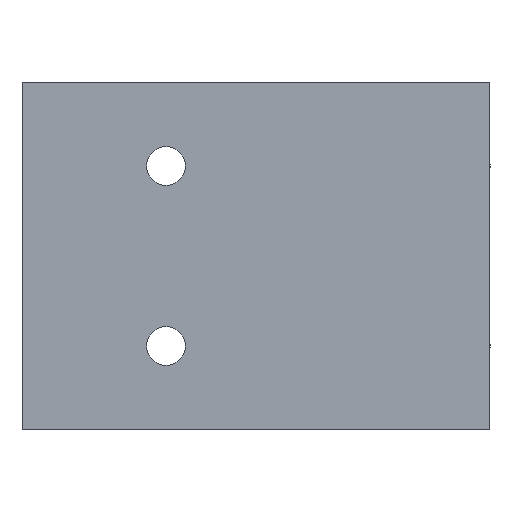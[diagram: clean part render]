
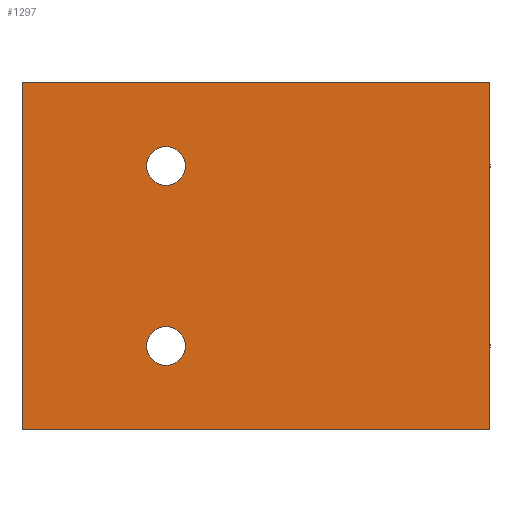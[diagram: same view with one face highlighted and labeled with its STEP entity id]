
A CAD part, front view. The second image highlights one B-rep face of the part: STEP entity #1297.
In plain terms, the highlighted planar face has unit normal (0, -1, 0).
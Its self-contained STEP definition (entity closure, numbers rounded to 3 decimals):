
#3 = CIRCLE ( 'NONE', #1590, 3.25 ) ;
#38 = AXIS2_PLACEMENT_3D ( 'NONE', #438, #781, #941 ) ;
#40 = VECTOR ( 'NONE', #263, 1000. ) ;
#78 = LINE ( 'NONE', #1195, #943 ) ;
#88 = ORIENTED_EDGE ( 'NONE', *, *, #760, .T. ) ;
#120 = EDGE_CURVE ( 'NONE', #2012, #706, #984, .T. ) ;
#155 = FACE_BOUND ( 'NONE', #1064, .T. ) ;
#203 = VECTOR ( 'NONE', #1204, 1000. ) ;
#226 = LINE ( 'NONE', #1029, #203 ) ;
#239 = CARTESIAN_POINT ( 'NONE',  ( -54., 0., -15. ) ) ;
#241 = VECTOR ( 'NONE', #703, 1000. ) ;
#263 = DIRECTION ( 'NONE',  ( 1., 0., 0. ) ) ;
#273 = LINE ( 'NONE', #591, #40 ) ;
#275 = ORIENTED_EDGE ( 'NONE', *, *, #1629, .F. ) ;
#276 = AXIS2_PLACEMENT_3D ( 'NONE', #1874, #882, #893 ) ;
#326 = VERTEX_POINT ( 'NONE', #894 ) ;
#392 = DIRECTION ( 'NONE',  ( -1., 0., 0. ) ) ;
#435 = EDGE_CURVE ( 'NONE', #326, #1868, #1568, .T. ) ;
#438 = CARTESIAN_POINT ( 'NONE',  ( -78., 0., 29. ) ) ;
#511 = CARTESIAN_POINT ( 'NONE',  ( -57.25, 0., 15. ) ) ;
#552 = AXIS2_PLACEMENT_3D ( 'NONE', #1184, #1151, #392 ) ;
#566 = DIRECTION ( 'NONE',  ( -1., 0., 0. ) ) ;
#591 = CARTESIAN_POINT ( 'NONE',  ( -78., 0., 29. ) ) ;
#616 = FACE_BOUND ( 'NONE', #654, .T. ) ;
#629 = CARTESIAN_POINT ( 'NONE',  ( -54., 0., 15. ) ) ;
#654 = EDGE_LOOP ( 'NONE', ( #1822, #88 ) ) ;
#703 = DIRECTION ( 'NONE',  ( 1., 0., 0. ) ) ;
#706 = VERTEX_POINT ( 'NONE', #1882 ) ;
#715 = EDGE_CURVE ( 'NONE', #1632, #1003, #78, .T. ) ;
#750 = DIRECTION ( 'NONE',  ( 0., 1., 0. ) ) ;
#760 = EDGE_CURVE ( 'NONE', #706, #2012, #3, .T. ) ;
#781 = DIRECTION ( 'NONE',  ( 0., 1., 0. ) ) ;
#790 = PLANE ( 'NONE',  #38 ) ;
#816 = ORIENTED_EDGE ( 'NONE', *, *, #715, .T. ) ;
#882 = DIRECTION ( 'NONE',  ( 0., 1., 0. ) ) ;
#893 = DIRECTION ( 'NONE',  ( -1., 0., 0. ) ) ;
#894 = CARTESIAN_POINT ( 'NONE',  ( -50.75, 0., 15. ) ) ;
#905 = CARTESIAN_POINT ( 'NONE',  ( -78., 0., 29. ) ) ;
#941 = DIRECTION ( 'NONE',  ( 0., 0., 1. ) ) ;
#943 = VECTOR ( 'NONE', #1680, 1000. ) ;
#984 = CIRCLE ( 'NONE', #552, 3.25 ) ;
#993 = CARTESIAN_POINT ( 'NONE',  ( -78., 0., -29. ) ) ;
#1003 = VERTEX_POINT ( 'NONE', #993 ) ;
#1029 = CARTESIAN_POINT ( 'NONE',  ( 0., 0., 29. ) ) ;
#1041 = CARTESIAN_POINT ( 'NONE',  ( 0., 0., -29. ) ) ;
#1064 = EDGE_LOOP ( 'NONE', ( #1433, #1887 ) ) ;
#1149 = AXIS2_PLACEMENT_3D ( 'NONE', #629, #1430, #2059 ) ;
#1151 = DIRECTION ( 'NONE',  ( 0., 1., 0. ) ) ;
#1168 = ORIENTED_EDGE ( 'NONE', *, *, #1800, .T. ) ;
#1184 = CARTESIAN_POINT ( 'NONE',  ( -54., 0., -15. ) ) ;
#1190 = EDGE_CURVE ( 'NONE', #1445, #1198, #226, .T. ) ;
#1191 = CIRCLE ( 'NONE', #276, 3.25 ) ;
#1195 = CARTESIAN_POINT ( 'NONE',  ( -78., 0., 29. ) ) ;
#1198 = VERTEX_POINT ( 'NONE', #1041 ) ;
#1204 = DIRECTION ( 'NONE',  ( 0., 0., -1. ) ) ;
#1297 = ADVANCED_FACE ( 'NONE', ( #155, #616, #1581 ), #790, .F. ) ;
#1430 = DIRECTION ( 'NONE',  ( 0., 1., 0. ) ) ;
#1433 = ORIENTED_EDGE ( 'NONE', *, *, #1954, .T. ) ;
#1445 = VERTEX_POINT ( 'NONE', #1469 ) ;
#1451 = ORIENTED_EDGE ( 'NONE', *, *, #1190, .F. ) ;
#1469 = CARTESIAN_POINT ( 'NONE',  ( 0., 0., 29. ) ) ;
#1568 = CIRCLE ( 'NONE', #1149, 3.25 ) ;
#1581 = FACE_OUTER_BOUND ( 'NONE', #1908, .T. ) ;
#1590 = AXIS2_PLACEMENT_3D ( 'NONE', #239, #750, #566 ) ;
#1629 = EDGE_CURVE ( 'NONE', #1632, #1445, #273, .T. ) ;
#1632 = VERTEX_POINT ( 'NONE', #905 ) ;
#1674 = LINE ( 'NONE', #1796, #241 ) ;
#1680 = DIRECTION ( 'NONE',  ( 0., 0., -1. ) ) ;
#1796 = CARTESIAN_POINT ( 'NONE',  ( -78., 0., -29. ) ) ;
#1800 = EDGE_CURVE ( 'NONE', #1003, #1198, #1674, .T. ) ;
#1822 = ORIENTED_EDGE ( 'NONE', *, *, #120, .T. ) ;
#1868 = VERTEX_POINT ( 'NONE', #511 ) ;
#1874 = CARTESIAN_POINT ( 'NONE',  ( -54., 0., 15. ) ) ;
#1882 = CARTESIAN_POINT ( 'NONE',  ( -50.75, 0., -15. ) ) ;
#1887 = ORIENTED_EDGE ( 'NONE', *, *, #435, .T. ) ;
#1908 = EDGE_LOOP ( 'NONE', ( #1168, #1451, #275, #816 ) ) ;
#1954 = EDGE_CURVE ( 'NONE', #1868, #326, #1191, .T. ) ;
#2012 = VERTEX_POINT ( 'NONE', #2038 ) ;
#2038 = CARTESIAN_POINT ( 'NONE',  ( -57.25, 0., -15. ) ) ;
#2059 = DIRECTION ( 'NONE',  ( -1., 0., 0. ) ) ;
